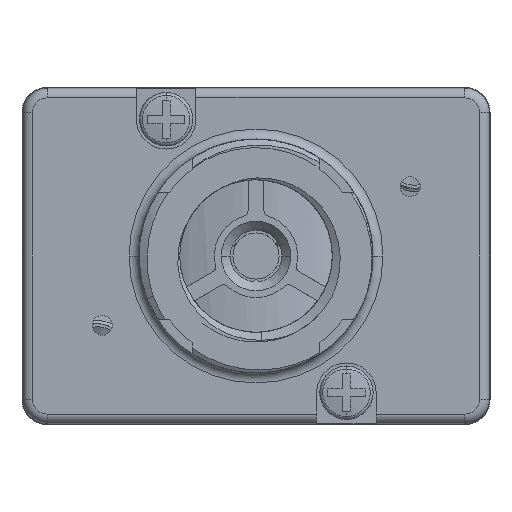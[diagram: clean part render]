
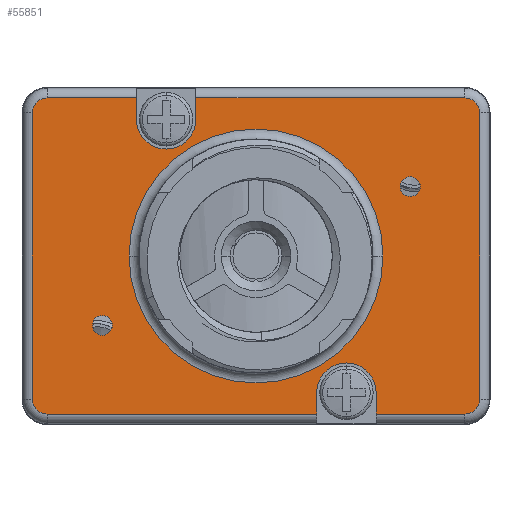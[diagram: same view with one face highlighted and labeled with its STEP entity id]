
A CAD part, front view. The second image highlights one B-rep face of the part: STEP entity #55851.
In plain terms, the highlighted planar face has unit normal (0, -1, 0).
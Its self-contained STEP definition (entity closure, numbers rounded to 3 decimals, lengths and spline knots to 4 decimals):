
#15091=CARTESIAN_POINT('',(0.4565,-0.385,-0.69));
#15092=DIRECTION('',(0.,-1.,0.));
#15093=DIRECTION('',(1.,0.,0.));
#15094=AXIS2_PLACEMENT_3D('',#15091,#15092,#15093);
#15096=DIRECTION('',(0.,0.,1.));
#15097=VECTOR('',#15096,0.1075);
#15098=CARTESIAN_POINT('',(0.3065,-0.385,-0.7975));
#15099=LINE('',#15098,#15097);
#15100=DIRECTION('',(0.,0.,-1.));
#15101=VECTOR('',#15100,0.1075);
#15102=CARTESIAN_POINT('',(-0.6035,-0.385,0.7975));
#15103=LINE('',#15102,#15101);
#15104=CARTESIAN_POINT('',(-0.4535,-0.385,0.69));
#15105=DIRECTION('',(0.,-1.,0.));
#15106=DIRECTION('',(-1.,0.,0.));
#15107=AXIS2_PLACEMENT_3D('',#15104,#15105,#15106);
#15109=DIRECTION('',(0.,0.,-1.));
#15110=VECTOR('',#15109,0.1075);
#15111=CARTESIAN_POINT('',(-0.3035,-0.385,0.7975));
#15112=LINE('',#15111,#15110);
#15113=DIRECTION('',(0.,0.,1.));
#15114=VECTOR('',#15113,0.1075);
#15115=CARTESIAN_POINT('',(0.6065,-0.385,-0.7975));
#15116=LINE('',#15115,#15114);
#15117=CARTESIAN_POINT('',(0.7785,-0.385,0.35));
#15118=DIRECTION('',(0.,-1.,0.));
#15119=DIRECTION('',(1.,0.,0.));
#15120=AXIS2_PLACEMENT_3D('',#15117,#15118,#15119);
#15122=CARTESIAN_POINT('',(0.7785,-0.385,0.35));
#15123=DIRECTION('',(0.,-1.,0.));
#15124=DIRECTION('',(-1.,0.,0.));
#15125=AXIS2_PLACEMENT_3D('',#15122,#15123,#15124);
#15127=CARTESIAN_POINT('',(-0.7755,-0.385,-0.35));
#15128=DIRECTION('',(0.,-1.,0.));
#15129=DIRECTION('',(1.,0.,0.));
#15130=AXIS2_PLACEMENT_3D('',#15127,#15128,#15129);
#15132=CARTESIAN_POINT('',(-0.7755,-0.385,-0.35));
#15133=DIRECTION('',(0.,-1.,0.));
#15134=DIRECTION('',(-1.,0.,0.));
#15135=AXIS2_PLACEMENT_3D('',#15132,#15133,#15134);
#15146=DIRECTION('',(1.,0.,0.));
#15147=VECTOR('',#15146,0.447);
#15148=CARTESIAN_POINT('',(0.6065,-0.385,-0.7975));
#15149=LINE('',#15148,#15147);
#15154=CARTESIAN_POINT('',(1.0535,-0.385,-0.7225));
#15155=DIRECTION('',(0.,-1.,0.));
#15156=DIRECTION('',(0.,0.,-1.));
#15157=AXIS2_PLACEMENT_3D('',#15154,#15155,#15156);
#15174=DIRECTION('',(0.,0.,1.));
#15175=VECTOR('',#15174,1.445);
#15176=CARTESIAN_POINT('',(1.1285,-0.385,-0.7225));
#15177=LINE('',#15176,#15175);
#15182=CARTESIAN_POINT('',(1.0535,-0.385,0.7225));
#15183=DIRECTION('',(0.,-1.,0.));
#15184=DIRECTION('',(1.,0.,0.));
#15185=AXIS2_PLACEMENT_3D('',#15182,#15183,#15184);
#15206=DIRECTION('',(-1.,0.,0.));
#15207=VECTOR('',#15206,1.357);
#15208=CARTESIAN_POINT('',(1.0535,-0.385,0.7975));
#15209=LINE('',#15208,#15207);
#15228=DIRECTION('',(-1.,0.,0.));
#15229=VECTOR('',#15228,0.45);
#15230=CARTESIAN_POINT('',(-0.6035,-0.385,0.7975));
#15231=LINE('',#15230,#15229);
#15236=CARTESIAN_POINT('',(-1.0535,-0.385,0.7225));
#15237=DIRECTION('',(0.,-1.,0.));
#15238=DIRECTION('',(0.,0.,1.));
#15239=AXIS2_PLACEMENT_3D('',#15236,#15237,#15238);
#15251=DIRECTION('',(0.,0.,-1.));
#15252=VECTOR('',#15251,1.445);
#15253=CARTESIAN_POINT('',(-1.1285,-0.385,0.7225));
#15254=LINE('',#15253,#15252);
#15264=CARTESIAN_POINT('',(-1.0535,-0.385,-0.7225));
#15265=DIRECTION('',(0.,-1.,0.));
#15266=DIRECTION('',(-1.,0.,0.));
#15267=AXIS2_PLACEMENT_3D('',#15264,#15265,#15266);
#15288=DIRECTION('',(1.,0.,0.));
#15289=VECTOR('',#15288,1.36);
#15290=CARTESIAN_POINT('',(-1.0535,-0.385,-0.7975));
#15291=LINE('',#15290,#15289);
#21940=CARTESIAN_POINT('',(0.,-0.385,0.));
#21941=DIRECTION('',(0.,-1.,0.));
#21942=DIRECTION('',(1.,0.,0.));
#21943=AXIS2_PLACEMENT_3D('',#21940,#21941,#21942);
#21955=CARTESIAN_POINT('',(0.,-0.385,0.));
#21956=DIRECTION('',(0.,-1.,0.));
#21957=DIRECTION('',(-1.,0.,0.));
#21958=AXIS2_PLACEMENT_3D('',#21955,#21956,#21957);
#30851=CARTESIAN_POINT('',(1.1285,-0.385,-0.7225));
#30852=CARTESIAN_POINT('',(1.1285,-0.385,0.7225));
#30853=VERTEX_POINT('',#30851);
#30854=VERTEX_POINT('',#30852);
#30859=CARTESIAN_POINT('',(1.0535,-0.385,0.7975));
#30860=VERTEX_POINT('',#30859);
#30863=CARTESIAN_POINT('',(-1.0535,-0.385,0.7975));
#30864=CARTESIAN_POINT('',(-1.1285,-0.385,0.7225));
#30865=VERTEX_POINT('',#30863);
#30866=VERTEX_POINT('',#30864);
#30871=CARTESIAN_POINT('',(-1.1285,-0.385,-0.7225));
#30872=VERTEX_POINT('',#30871);
#30875=CARTESIAN_POINT('',(-1.0535,-0.385,-0.7975));
#30876=VERTEX_POINT('',#30875);
#30879=CARTESIAN_POINT('',(1.0535,-0.385,-0.7975));
#30880=VERTEX_POINT('',#30879);
#30891=CARTESIAN_POINT('',(0.6065,-0.385,-0.69));
#30892=CARTESIAN_POINT('',(0.3065,-0.385,-0.69));
#30893=VERTEX_POINT('',#30891);
#30894=VERTEX_POINT('',#30892);
#30895=CARTESIAN_POINT('',(0.3065,-0.385,-0.7975));
#30896=VERTEX_POINT('',#30895);
#30897=CARTESIAN_POINT('',(0.6065,-0.385,-0.7975));
#30898=VERTEX_POINT('',#30897);
#30899=CARTESIAN_POINT('',(-0.6035,-0.385,0.69));
#30900=CARTESIAN_POINT('',(-0.3035,-0.385,0.69));
#30901=VERTEX_POINT('',#30899);
#30902=VERTEX_POINT('',#30900);
#30903=CARTESIAN_POINT('',(-0.3035,-0.385,0.7975));
#30904=VERTEX_POINT('',#30903);
#30905=CARTESIAN_POINT('',(-0.6035,-0.385,0.7975));
#30906=VERTEX_POINT('',#30905);
#31196=CARTESIAN_POINT('',(0.8285,-0.385,0.35));
#31197=CARTESIAN_POINT('',(0.7285,-0.385,0.35));
#31198=VERTEX_POINT('',#31196);
#31199=VERTEX_POINT('',#31197);
#31200=CARTESIAN_POINT('',(-0.7255,-0.385,-0.35));
#31201=CARTESIAN_POINT('',(-0.8255,-0.385,-0.35));
#31202=VERTEX_POINT('',#31200);
#31203=VERTEX_POINT('',#31201);
#31352=CARTESIAN_POINT('',(-0.6405,-0.385,0.));
#31353=CARTESIAN_POINT('',(0.6405,-0.385,0.));
#31354=VERTEX_POINT('',#31352);
#31355=VERTEX_POINT('',#31353);
#55795=CARTESIAN_POINT('',(0.,-0.385,0.));
#55796=DIRECTION('',(0.,-1.,0.));
#55797=DIRECTION('',(1.,0.,0.));
#55798=AXIS2_PLACEMENT_3D('',#55795,#55796,#55797);
#55799=PLANE('',#55798);
#55801=ORIENTED_EDGE('',*,*,#55800,.T.);
#55802=ORIENTED_EDGE('',*,*,#55784,.F.);
#55804=ORIENTED_EDGE('',*,*,#55803,.F.);
#55806=ORIENTED_EDGE('',*,*,#55805,.F.);
#55808=ORIENTED_EDGE('',*,*,#55807,.F.);
#55810=ORIENTED_EDGE('',*,*,#55809,.F.);
#55812=ORIENTED_EDGE('',*,*,#55811,.F.);
#55814=ORIENTED_EDGE('',*,*,#55813,.T.);
#55816=ORIENTED_EDGE('',*,*,#55815,.T.);
#55818=ORIENTED_EDGE('',*,*,#55817,.F.);
#55820=ORIENTED_EDGE('',*,*,#55819,.F.);
#55822=ORIENTED_EDGE('',*,*,#55821,.F.);
#55824=ORIENTED_EDGE('',*,*,#55823,.F.);
#55826=ORIENTED_EDGE('',*,*,#55825,.F.);
#55828=ORIENTED_EDGE('',*,*,#55827,.F.);
#55830=ORIENTED_EDGE('',*,*,#55829,.T.);
#55831=EDGE_LOOP('',(#55801,#55802,#55804,#55806,#55808,#55810,#55812,#55814,
#55816,#55818,#55820,#55822,#55824,#55826,#55828,#55830));
#55832=FACE_OUTER_BOUND('',#55831,.F.);
#55834=ORIENTED_EDGE('',*,*,#55833,.T.);
#55836=ORIENTED_EDGE('',*,*,#55835,.T.);
#55837=EDGE_LOOP('',(#55834,#55836));
#55838=FACE_BOUND('',#55837,.F.);
#55840=ORIENTED_EDGE('',*,*,#55839,.T.);
#55842=ORIENTED_EDGE('',*,*,#55841,.T.);
#55843=EDGE_LOOP('',(#55840,#55842));
#55844=FACE_BOUND('',#55843,.F.);
#55846=ORIENTED_EDGE('',*,*,#55845,.T.);
#55848=ORIENTED_EDGE('',*,*,#55847,.T.);
#55849=EDGE_LOOP('',(#55846,#55848));
#55850=FACE_BOUND('',#55849,.F.);
#55851=ADVANCED_FACE('',(#55832,#55838,#55844,#55850),#55799,.T.);
#15095=CIRCLE('',#15094,0.15);
#15108=CIRCLE('',#15107,0.15);
#15121=CIRCLE('',#15120,0.05);
#15126=CIRCLE('',#15125,0.05);
#15131=CIRCLE('',#15130,0.05);
#15136=CIRCLE('',#15135,0.05);
#15158=CIRCLE('',#15157,0.075);
#15186=CIRCLE('',#15185,0.075);
#15240=CIRCLE('',#15239,0.075);
#15268=CIRCLE('',#15267,0.075);
#21944=CIRCLE('',#21943,0.6405);
#21959=CIRCLE('',#21958,0.6405);
#55784=EDGE_CURVE('',#30896,#30894,#15099,.T.);
#55800=EDGE_CURVE('',#30893,#30894,#15095,.T.);
#55803=EDGE_CURVE('',#30876,#30896,#15291,.T.);
#55805=EDGE_CURVE('',#30872,#30876,#15268,.T.);
#55807=EDGE_CURVE('',#30866,#30872,#15254,.T.);
#55809=EDGE_CURVE('',#30865,#30866,#15240,.T.);
#55811=EDGE_CURVE('',#30906,#30865,#15231,.T.);
#55813=EDGE_CURVE('',#30906,#30901,#15103,.T.);
#55815=EDGE_CURVE('',#30901,#30902,#15108,.T.);
#55817=EDGE_CURVE('',#30904,#30902,#15112,.T.);
#55819=EDGE_CURVE('',#30860,#30904,#15209,.T.);
#55821=EDGE_CURVE('',#30854,#30860,#15186,.T.);
#55823=EDGE_CURVE('',#30853,#30854,#15177,.T.);
#55825=EDGE_CURVE('',#30880,#30853,#15158,.T.);
#55827=EDGE_CURVE('',#30898,#30880,#15149,.T.);
#55829=EDGE_CURVE('',#30898,#30893,#15116,.T.);
#55833=EDGE_CURVE('',#31198,#31199,#15121,.T.);
#55835=EDGE_CURVE('',#31199,#31198,#15126,.T.);
#55839=EDGE_CURVE('',#31202,#31203,#15131,.T.);
#55841=EDGE_CURVE('',#31203,#31202,#15136,.T.);
#55845=EDGE_CURVE('',#31354,#31355,#21959,.T.);
#55847=EDGE_CURVE('',#31355,#31354,#21944,.T.);
